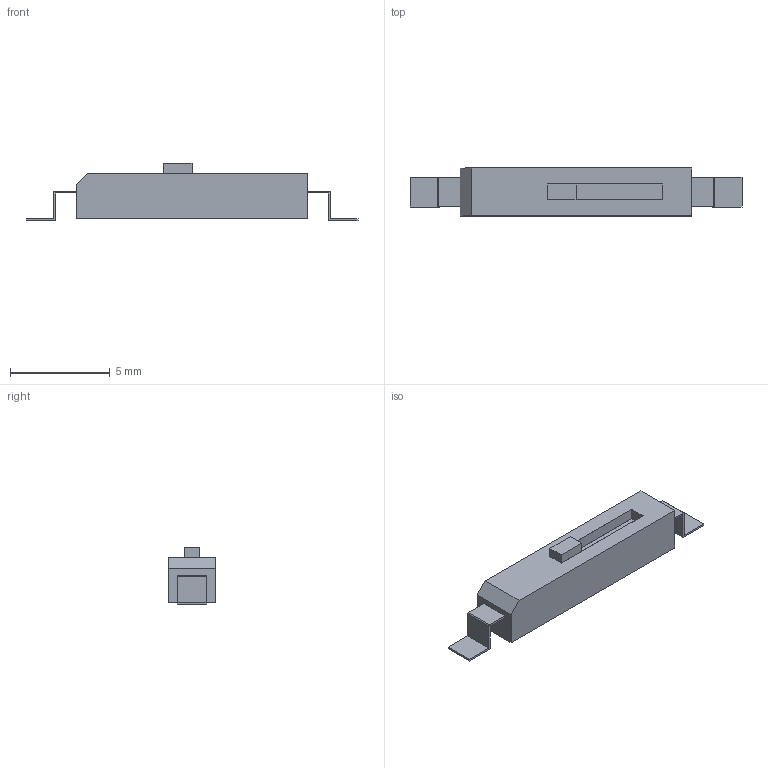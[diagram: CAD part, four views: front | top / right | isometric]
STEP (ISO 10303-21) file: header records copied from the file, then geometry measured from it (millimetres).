
FILE_DESCRIPTION(/* description */ ('model of SW_SPST_REED_CT10-XXXX-G1'),/* implementation_level */ '2;1');
FILE_NAME(/* name */ 'SW_SPST_REED_CT10-XXXX-G1.step',/* time_stamp */ '2017-10-30T19:23:11',/* author */ ('kicad StepUp','ksu'),/* organization */ ('FreeCAD'),/* preprocessor_version */ 'OCC',/* originating_system */ 'kicad StepUp',/* authorisation */ '');
FILE_SCHEMA(('AUTOMOTIVE_DESIGN { 1 0 10303 214 1 1 1 1 }'));
Length unit declared in the file: millimetre
Products named in the file (5): ASSEMBLY; SW_SPST_REED_CT10_XXXX_G002; Shape0_584968490736; Shape0_312182395052; SW_SPST_REED_CT10_XXXX_G1
Assembly tree (4 placements, depth 2):
  ASSEMBLY
    SW_SPST_REED_CT10_XXXX_G002
    Shape0_584968490736
    Shape0_312182395052
    SW_SPST_REED_CT10_XXXX_G1
Bounding box: 16.62 x 2.4 x 2.9 mm (x, y, z)
Surface area: 323.1 mm2
Topology: 4 solids, 4 shells, 52 faces, 124 edges, 82 vertices
Faces by surface type: plane 48, cylinder 4
Entity records: 906 total; most frequent: ORIENTED_EDGE 156, CARTESIAN_POINT 102, EDGE_CURVE 99, LINE 78, VERTEX_POINT 58, AXIS2_PLACEMENT_3D 53, ADVANCED_FACE 48, FACE_BOUND 47
